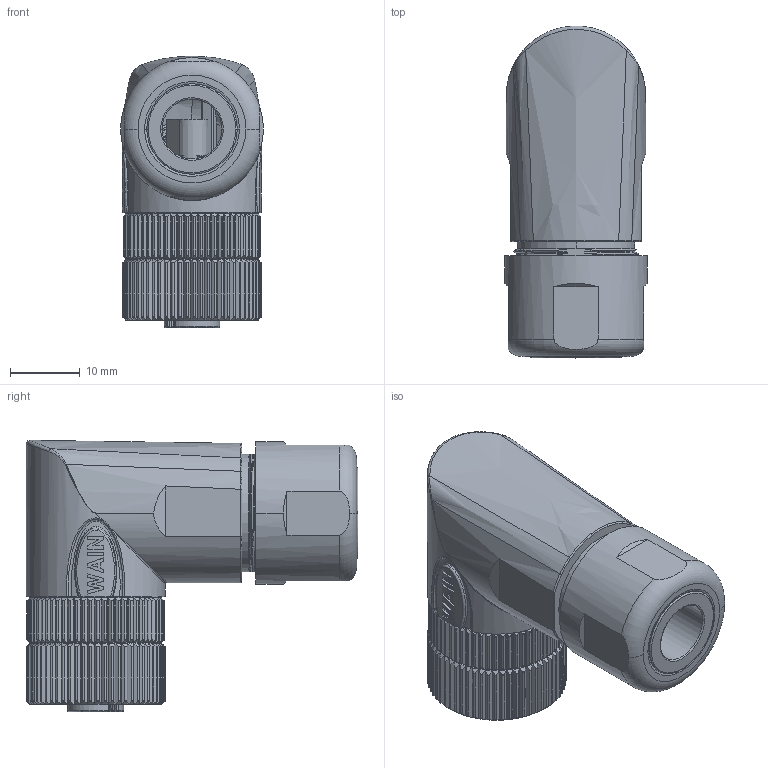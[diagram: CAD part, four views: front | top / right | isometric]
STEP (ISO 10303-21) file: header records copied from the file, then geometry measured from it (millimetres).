
FILE_DESCRIPTION((''),'2;1');
FILE_NAME('F5-8','2017-07-06T',('zq.xu'),(''),'PRO/ENGINEER BY PARAMETRIC TECHNOLOGY CORPORATION, 2012480','PRO/ENGINEER BY PARAMETRIC TECHNOLOGY CORPORATION, 2012480','');
FILE_SCHEMA(('AUTOMOTIVE_DESIGN { 1 0 10303 214 1 1 1 1 }'));
Products named in the file (1): F5-8
Bounding box: 20.5 x 47.7 x 39 mm (x, y, z)
Volume: 13604.9 mm3; surface area: 17662 mm2
Topology: 1 solids, 2 shells, 2817 faces, 7955 edges, 5006 vertices
Faces by surface type: cylinder 786, plane 755, cone 460, bspline 405, torus 257, sphere 90, extrusion 64
Entity records: 134320 total; most frequent: CARTESIAN_POINT 67952, ORIENTED_EDGE 15686, DIRECTION 11566, EDGE_CURVE 7843, VERTEX_POINT 5005, AXIS2_PLACEMENT_3D 4658, B_SPLINE_CURVE_WITH_KNOTS 3411, EDGE_LOOP 2948
